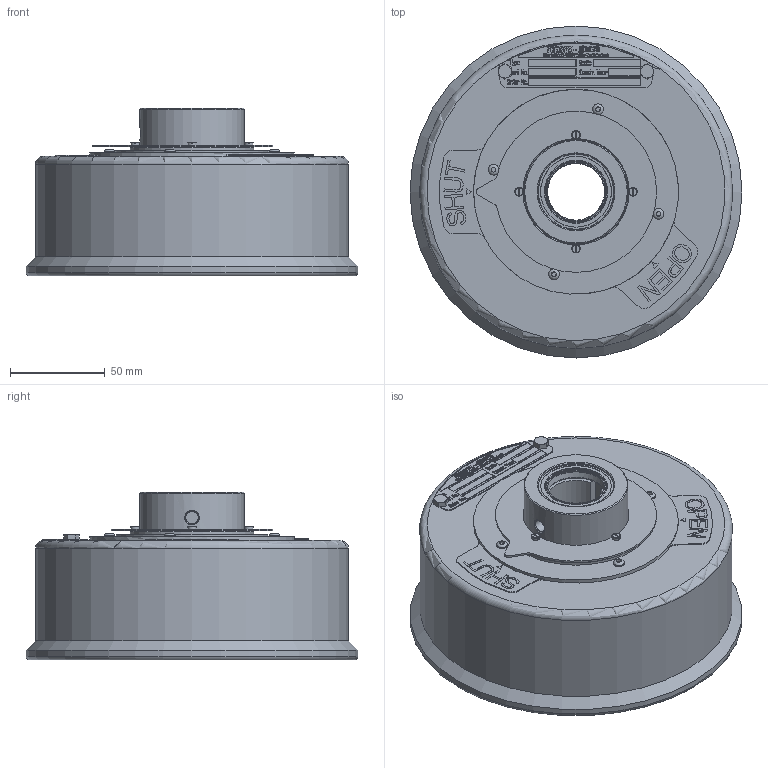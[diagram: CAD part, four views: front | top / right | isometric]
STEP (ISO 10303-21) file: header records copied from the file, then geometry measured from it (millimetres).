
FILE_DESCRIPTION(/* description */ ('Unknown'),/* implementation_level */ '2;1');
FILE_NAME(/* name */ 'ECLBB',/* time_stamp */ '2018-04-17T14:38:29+02:00',/* author */ ('Unknown'),/* organization */ ('Unknown'),/* preprocessor_version */ 'ST-DEVELOPER v16.7',/* originating_system */ 'DEX',/* authorisation */ $);
FILE_SCHEMA (('AUTOMOTIVE_DESIGN {1 0 10303 214 3 1 1}'));
Length unit declared in the file: millimetre
Products named in the file (1): Part4
Bounding box: 175 x 175 x 88.5 mm (x, y, z)
Volume: 1344336.7 mm3; surface area: 118690.9 mm2
Topology: 1 solids, 21 shells, 1288 faces, 3101 edges, 2051 vertices
Faces by surface type: plane 910, bspline 200, cylinder 116, cone 48, torus 14
Full cylindrical faces by diameter (mm): 2.013 x8, 2.5 x4, 3 x8, 4 x6, 4.5 x4, 5.7 x4, 6 x4, 6.647 x1, 6.696 x4, 6.8 x4, 10 x4, 11 x4, 11.2 x4, 13.835 x8, 32.098 x1, 39.583 x1, 40 x2, 52.15 x2, 55 x4, 56 x1, 65 x1, 75 x1, 80 x1, 81 x1, 95 x1, 108 x1, 165 x1, 175 x1
Entity records: 52850 total; most frequent: CARTESIAN_POINT 16450, ORIENTED_EDGE 5808, DIRECTION 4585, EDGE_CURVE 2904, VERTEX_POINT 2005, LINE 1777, VECTOR 1777, FACE_BOUND 1675
